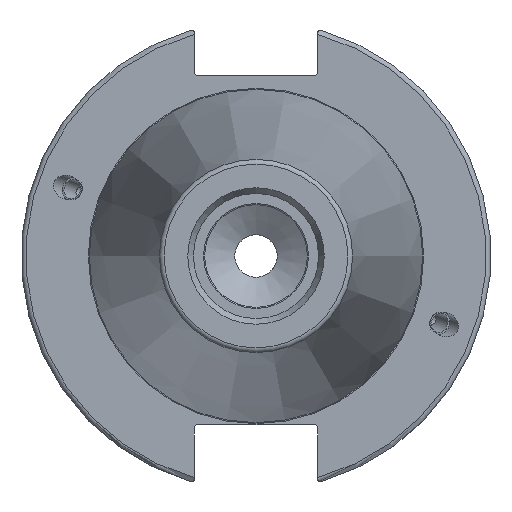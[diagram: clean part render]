
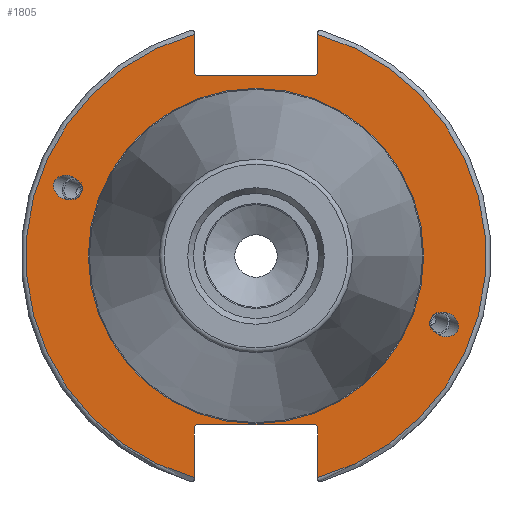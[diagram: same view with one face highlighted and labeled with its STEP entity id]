
A CAD part, left-side view. The second image highlights one B-rep face of the part: STEP entity #1805.
In plain terms, the highlighted planar face has unit normal (-1, 0, 0).
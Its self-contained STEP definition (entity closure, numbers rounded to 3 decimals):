
#31=ELLIPSE('',#1974,3.052,2.5);
#32=ELLIPSE('',#2008,3.052,2.5);
#44=PLANE('',#2022);
#117=FACE_BOUND('',#335,.T.);
#118=FACE_BOUND('',#336,.T.);
#119=FACE_BOUND('',#337,.T.);
#219=FACE_OUTER_BOUND('',#334,.T.);
#334=EDGE_LOOP('',(#1462,#1463,#1464,#1465,#1466,#1467,#1468,#1469,#1470,
#1471,#1472,#1473));
#335=EDGE_LOOP('',(#1474));
#336=EDGE_LOOP('',(#1475));
#337=EDGE_LOOP('',(#1476));
#429=LINE('',#3359,#530);
#430=LINE('',#3361,#531);
#431=LINE('',#3363,#532);
#432=LINE('',#3365,#533);
#433=LINE('',#3367,#534);
#434=LINE('',#3371,#535);
#435=LINE('',#3373,#536);
#436=LINE('',#3375,#537);
#437=LINE('',#3377,#538);
#438=LINE('',#3378,#539);
#530=VECTOR('',#2440,10.);
#531=VECTOR('',#2441,10.);
#532=VECTOR('',#2442,10.);
#533=VECTOR('',#2443,10.);
#534=VECTOR('',#2444,10.);
#535=VECTOR('',#2447,10.);
#536=VECTOR('',#2448,10.);
#537=VECTOR('',#2449,10.);
#538=VECTOR('',#2450,10.);
#539=VECTOR('',#2451,10.);
#676=CIRCLE('',#2020,35.125);
#678=CIRCLE('',#2023,48.213);
#679=CIRCLE('',#2024,48.213);
#779=VERTEX_POINT('',#3068);
#817=VERTEX_POINT('',#3327);
#824=VERTEX_POINT('',#3350);
#825=VERTEX_POINT('',#3355);
#826=VERTEX_POINT('',#3356);
#827=VERTEX_POINT('',#3358);
#828=VERTEX_POINT('',#3360);
#829=VERTEX_POINT('',#3362);
#830=VERTEX_POINT('',#3364);
#831=VERTEX_POINT('',#3366);
#832=VERTEX_POINT('',#3368);
#833=VERTEX_POINT('',#3370);
#834=VERTEX_POINT('',#3372);
#835=VERTEX_POINT('',#3374);
#836=VERTEX_POINT('',#3376);
#993=EDGE_CURVE('',#779,#779,#31,.T.);
#1044=EDGE_CURVE('',#817,#817,#32,.T.);
#1055=EDGE_CURVE('',#824,#824,#676,.T.);
#1057=EDGE_CURVE('',#825,#826,#678,.T.);
#1058=EDGE_CURVE('',#825,#827,#429,.T.);
#1059=EDGE_CURVE('',#828,#827,#430,.T.);
#1060=EDGE_CURVE('',#828,#829,#431,.T.);
#1061=EDGE_CURVE('',#830,#829,#432,.T.);
#1062=EDGE_CURVE('',#830,#831,#433,.T.);
#1063=EDGE_CURVE('',#832,#831,#679,.T.);
#1064=EDGE_CURVE('',#832,#833,#434,.T.);
#1065=EDGE_CURVE('',#834,#833,#435,.T.);
#1066=EDGE_CURVE('',#834,#835,#436,.T.);
#1067=EDGE_CURVE('',#836,#835,#437,.T.);
#1068=EDGE_CURVE('',#836,#826,#438,.T.);
#1462=ORIENTED_EDGE('',*,*,#1057,.F.);
#1463=ORIENTED_EDGE('',*,*,#1058,.T.);
#1464=ORIENTED_EDGE('',*,*,#1059,.F.);
#1465=ORIENTED_EDGE('',*,*,#1060,.T.);
#1466=ORIENTED_EDGE('',*,*,#1061,.F.);
#1467=ORIENTED_EDGE('',*,*,#1062,.T.);
#1468=ORIENTED_EDGE('',*,*,#1063,.F.);
#1469=ORIENTED_EDGE('',*,*,#1064,.T.);
#1470=ORIENTED_EDGE('',*,*,#1065,.F.);
#1471=ORIENTED_EDGE('',*,*,#1066,.T.);
#1472=ORIENTED_EDGE('',*,*,#1067,.F.);
#1473=ORIENTED_EDGE('',*,*,#1068,.T.);
#1474=ORIENTED_EDGE('',*,*,#993,.T.);
#1475=ORIENTED_EDGE('',*,*,#1044,.T.);
#1476=ORIENTED_EDGE('',*,*,#1055,.F.);
#1805=ADVANCED_FACE('',(#219,#117,#118,#119),#44,.T.);
#1974=AXIS2_PLACEMENT_3D('',#3070,#2320,#2321);
#2008=AXIS2_PLACEMENT_3D('',#3329,#2404,#2405);
#2020=AXIS2_PLACEMENT_3D('',#3352,#2432,#2433);
#2022=AXIS2_PLACEMENT_3D('',#3354,#2436,#2437);
#2023=AXIS2_PLACEMENT_3D('',#3357,#2438,#2439);
#2024=AXIS2_PLACEMENT_3D('',#3369,#2445,#2446);
#2320=DIRECTION('center_axis',(1.,0.,0.));
#2321=DIRECTION('ref_axis',(0.,-0.94,-0.342));
#2404=DIRECTION('center_axis',(1.,0.,0.));
#2405=DIRECTION('ref_axis',(0.,0.94,0.342));
#2432=DIRECTION('center_axis',(-1.,0.,0.));
#2433=DIRECTION('ref_axis',(0.,-1.,0.));
#2436=DIRECTION('center_axis',(-1.,0.,0.));
#2437=DIRECTION('ref_axis',(0.,0.,1.));
#2438=DIRECTION('center_axis',(1.,0.,0.));
#2439=DIRECTION('ref_axis',(0.,-1.,0.));
#2440=DIRECTION('',(0.,0.,-1.));
#2441=DIRECTION('',(0.,-0.707,0.707));
#2442=DIRECTION('',(0.,1.,0.));
#2443=DIRECTION('',(0.,-0.707,-0.707));
#2444=DIRECTION('',(0.,0.,1.));
#2445=DIRECTION('center_axis',(1.,0.,0.));
#2446=DIRECTION('ref_axis',(0.,1.,0.));
#2447=DIRECTION('',(0.,0.,1.));
#2448=DIRECTION('',(0.,0.707,-0.707));
#2449=DIRECTION('',(0.,-1.,0.));
#2450=DIRECTION('',(0.,0.707,0.707));
#2451=DIRECTION('',(0.,0.,-1.));
#3068=CARTESIAN_POINT('',(3.175,-36.599,-13.321));
#3070=CARTESIAN_POINT('Origin',(3.175,-39.467,-14.365));
#3327=CARTESIAN_POINT('',(3.175,36.599,13.321));
#3329=CARTESIAN_POINT('Origin',(3.175,39.467,14.365));
#3350=CARTESIAN_POINT('',(3.175,0.,35.125));
#3352=CARTESIAN_POINT('Origin',(3.175,0.,0.));
#3354=CARTESIAN_POINT('Origin',(3.175,49.213,0.));
#3355=CARTESIAN_POINT('',(3.175,-12.95,46.441));
#3356=CARTESIAN_POINT('',(3.175,-12.95,-46.441));
#3357=CARTESIAN_POINT('Origin',(3.175,0.,0.));
#3358=CARTESIAN_POINT('',(3.175,-12.95,38.219));
#3359=CARTESIAN_POINT('',(3.175,-12.95,18.86));
#3360=CARTESIAN_POINT('',(3.175,-12.45,37.719));
#3361=CARTESIAN_POINT('',(3.175,12.27,12.999));
#3362=CARTESIAN_POINT('',(3.175,12.45,37.719));
#3363=CARTESIAN_POINT('',(3.175,24.606,37.719));
#3364=CARTESIAN_POINT('',(3.175,12.95,38.219));
#3365=CARTESIAN_POINT('',(3.175,12.336,37.605));
#3366=CARTESIAN_POINT('',(3.175,12.95,46.441));
#3367=CARTESIAN_POINT('',(3.175,12.95,18.86));
#3368=CARTESIAN_POINT('',(3.175,12.95,-46.441));
#3369=CARTESIAN_POINT('Origin',(3.175,0.,0.));
#3370=CARTESIAN_POINT('',(3.175,12.95,-35.806));
#3371=CARTESIAN_POINT('',(3.175,12.95,-17.653));
#3372=CARTESIAN_POINT('',(3.175,12.45,-35.306));
#3373=CARTESIAN_POINT('',(3.175,12.939,-35.795));
#3374=CARTESIAN_POINT('',(3.175,-12.45,-35.306));
#3375=CARTESIAN_POINT('',(3.175,24.606,-35.306));
#3376=CARTESIAN_POINT('',(3.175,-12.95,-35.806));
#3377=CARTESIAN_POINT('',(3.175,11.667,-11.189));
#3378=CARTESIAN_POINT('',(3.175,-12.95,-17.653));
